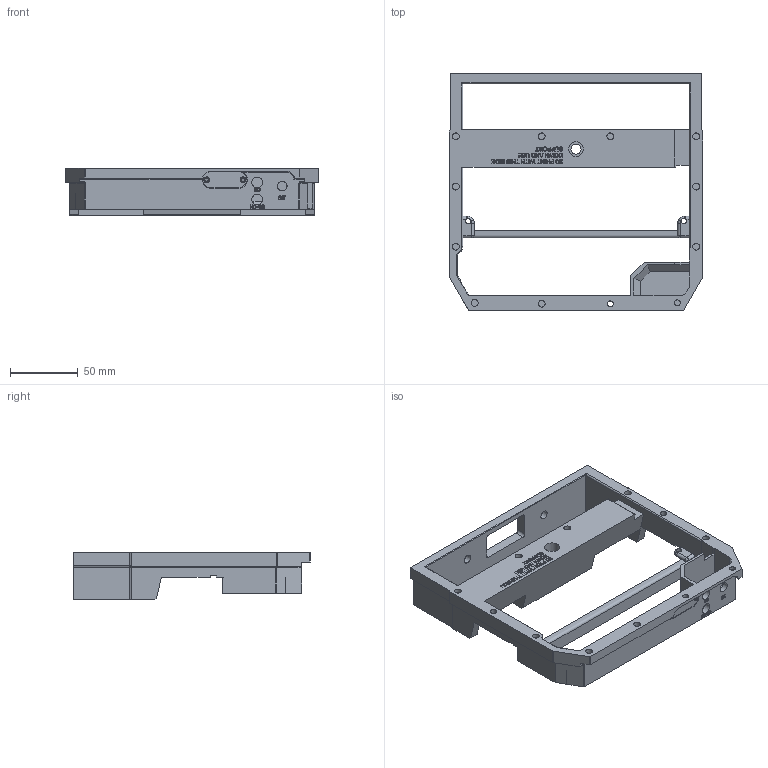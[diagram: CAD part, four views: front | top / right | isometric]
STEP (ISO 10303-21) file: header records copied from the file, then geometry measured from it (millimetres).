
FILE_DESCRIPTION(/* description */ ('HUD BIT BOX'),/* implementation_level */ '2;1');
FILE_NAME(/* name */ 'FDM_OH1A8A4-10_MOD_A - HUD BIT BOX.step',/* time_stamp */ '2024-10-03T16:52:11+02:00',/* author */ (''),/* organization */ (''),/* preprocessor_version */ 'ST-DEVELOPER v20',/* originating_system */ 'Autodesk Translation Framework v13.14.0.145',/* authorisation */ '');
FILE_SCHEMA (('AUTOMOTIVE_DESIGN { 1 0 10303 214 3 1 1 }'));
Length unit declared in the file: millimetre
Products named in the file (1): OH1A8A4-10
Bounding box: 187.32 x 174.89 x 35.19 mm (x, y, z)
Volume: 252956.6 mm3; surface area: 83112.5 mm2
Topology: 1 solids, 2 shells, 930 faces, 2675 edges, 1820 vertices
Faces by surface type: plane 455, bspline 369, cylinder 86, torus 14, sphere 4, cone 2
Full cylindrical faces by diameter (mm): 2.705 x2, 4 x2, 4.305 x2, 5.055 x10, 6.5 x2, 7.142 x1, 7.5 x1, 7.937 x2, 11 x1, 11.113 x1
Entity records: 36899 total; most frequent: CARTESIAN_POINT 14942, ORIENTED_EDGE 5348, DIRECTION 3121, EDGE_CURVE 2674, VERTEX_POINT 1820, LINE 1599, VECTOR 1599, EDGE_LOOP 1032
